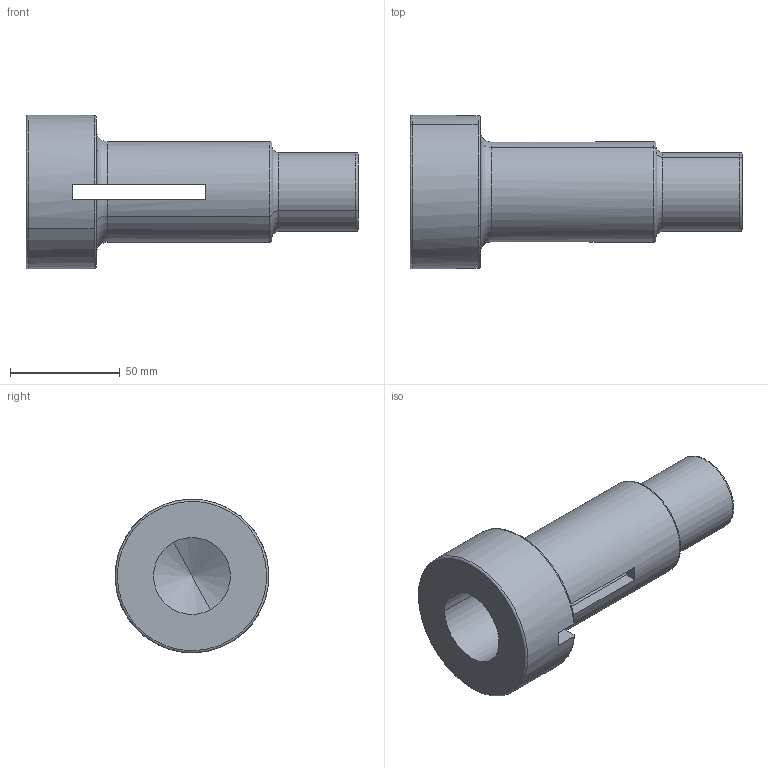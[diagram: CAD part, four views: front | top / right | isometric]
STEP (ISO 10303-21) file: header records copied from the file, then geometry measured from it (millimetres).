
FILE_DESCRIPTION(('CATIA V5 STEP Exchange'),'2;1');
FILE_NAME('Socket.stp','2022-03-20T02:02:45+00:00',('none'),('none'),'CATIA Version 5 Release 21 GA (IN-10)','CATIA V5 STEP AP203','none');
FILE_SCHEMA(('CONFIG_CONTROL_DESIGN'));
Length unit declared in the file: millimetre
Products named in the file (1): Socket
Bounding box: 151.19 x 69.98 x 69.98 mm (x, y, z)
Volume: 187814.2 mm3; surface area: 42321 mm2
Topology: 1 solids, 1 shells, 38 faces, 106 edges, 67 vertices
Faces by surface type: torus 14, plane 14, cylinder 8, cone 2
Entity records: 1232 total; most frequent: CARTESIAN_POINT 296, ORIENTED_EDGE 208, DIRECTION 142, EDGE_CURVE 104, AXIS2_PLACEMENT_3D 81, VERTEX_POINT 67, CIRCLE 54, EDGE_LOOP 41
